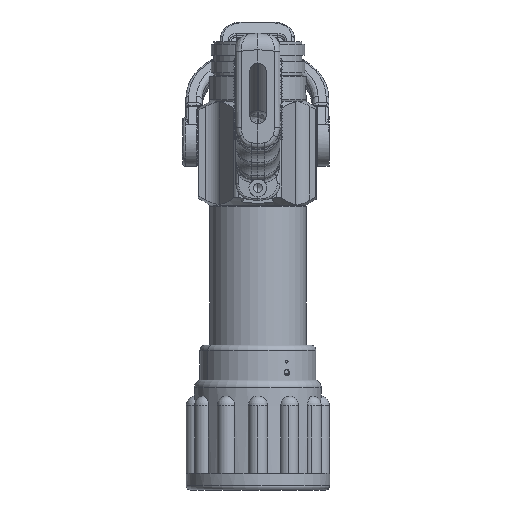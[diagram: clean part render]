
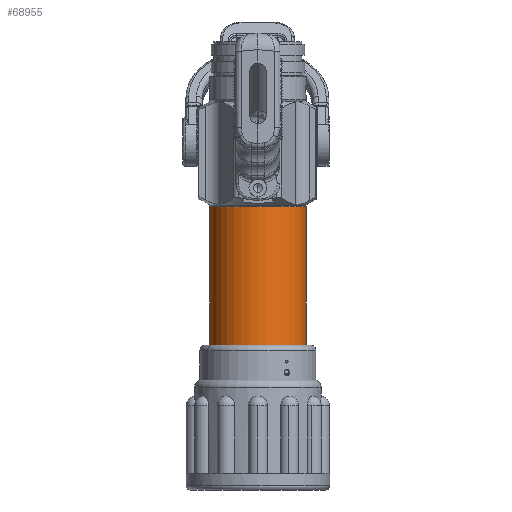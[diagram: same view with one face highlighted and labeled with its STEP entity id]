
A CAD part, front view. The second image highlights one B-rep face of the part: STEP entity #68955.
In plain terms, the highlighted cylindrical face has radius 27.775 mm (diameter 55.55 mm), a partial arc.
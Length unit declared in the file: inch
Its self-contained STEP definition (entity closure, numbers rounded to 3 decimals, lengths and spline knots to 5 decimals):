
#5421 = CARTESIAN_POINT ( 'NONE',  ( 0., 0., -0.562 ) ) ;
#6783 = EDGE_CURVE ( 'NONE', #72878, #25014, #83022, .T. ) ;
#7383 = VERTEX_POINT ( 'NONE', #22394 ) ;
#8903 = ORIENTED_EDGE ( 'NONE', *, *, #43042, .T. ) ;
#11254 = CARTESIAN_POINT ( 'NONE',  ( -1.0935, 0., -4.047 ) ) ;
#11873 = DIRECTION ( 'NONE',  ( 1., 0., 0. ) ) ;
#14738 = VECTOR ( 'NONE', #78033, 39.37008 ) ;
#16334 = DIRECTION ( 'NONE',  ( 0., 0., 1. ) ) ;
#19318 = CYLINDRICAL_SURFACE ( 'NONE', #24722, 1.0935 ) ;
#21305 = FACE_OUTER_BOUND ( 'NONE', #67908, .T. ) ;
#22394 = CARTESIAN_POINT ( 'NONE',  ( -1.0935, 0., -4.047 ) ) ;
#24722 = AXIS2_PLACEMENT_3D ( 'NONE', #67806, #80696, #35835 ) ;
#24921 = ORIENTED_EDGE ( 'NONE', *, *, #63308, .F. ) ;
#25014 = VERTEX_POINT ( 'NONE', #59553 ) ;
#27260 = CARTESIAN_POINT ( 'NONE',  ( 1.0935, 0., -4.047 ) ) ;
#35835 = DIRECTION ( 'NONE',  ( 1., 0., 0. ) ) ;
#39447 = AXIS2_PLACEMENT_3D ( 'NONE', #5421, #50314, #11873 ) ;
#40210 = ORIENTED_EDGE ( 'NONE', *, *, #40451, .F. ) ;
#40451 = EDGE_CURVE ( 'NONE', #7383, #50730, #70485, .T. ) ;
#43042 = EDGE_CURVE ( 'NONE', #7383, #72878, #51112, .T. ) ;
#44395 = CIRCLE ( 'NONE', #39447, 1.0935 ) ;
#47390 = ORIENTED_EDGE ( 'NONE', *, *, #6783, .T. ) ;
#50314 = DIRECTION ( 'NONE',  ( 0., 0., 1. ) ) ;
#50373 = CARTESIAN_POINT ( 'NONE',  ( 1.0935, 0., -4.047 ) ) ;
#50730 = VERTEX_POINT ( 'NONE', #61501 ) ;
#51112 = CIRCLE ( 'NONE', #71325, 1.0935 ) ;
#54783 = CARTESIAN_POINT ( 'NONE',  ( 0., 0., -4.047 ) ) ;
#59553 = CARTESIAN_POINT ( 'NONE',  ( 1.0935, 0., -0.562 ) ) ;
#61244 = DIRECTION ( 'NONE',  ( 1., 0., 0. ) ) ;
#61501 = CARTESIAN_POINT ( 'NONE',  ( -1.0935, 0., -0.562 ) ) ;
#62887 = DIRECTION ( 'NONE',  ( 0., 0., 1. ) ) ;
#63308 = EDGE_CURVE ( 'NONE', #50730, #25014, #44395, .T. ) ;
#66442 = VECTOR ( 'NONE', #62887, 39.37008 ) ;
#67806 = CARTESIAN_POINT ( 'NONE',  ( 0., 0., -4.047 ) ) ;
#67908 = EDGE_LOOP ( 'NONE', ( #40210, #8903, #47390, #24921 ) ) ;
#68955 = ADVANCED_FACE ( 'NONE', ( #21305 ), #19318, .T. ) ;
#70485 = LINE ( 'NONE', #11254, #66442 ) ;
#71325 = AXIS2_PLACEMENT_3D ( 'NONE', #54783, #16334, #61244 ) ;
#72878 = VERTEX_POINT ( 'NONE', #50373 ) ;
#78033 = DIRECTION ( 'NONE',  ( 0., 0., 1. ) ) ;
#80696 = DIRECTION ( 'NONE',  ( 0., 0., 1. ) ) ;
#83022 = LINE ( 'NONE', #27260, #14738 ) ;
